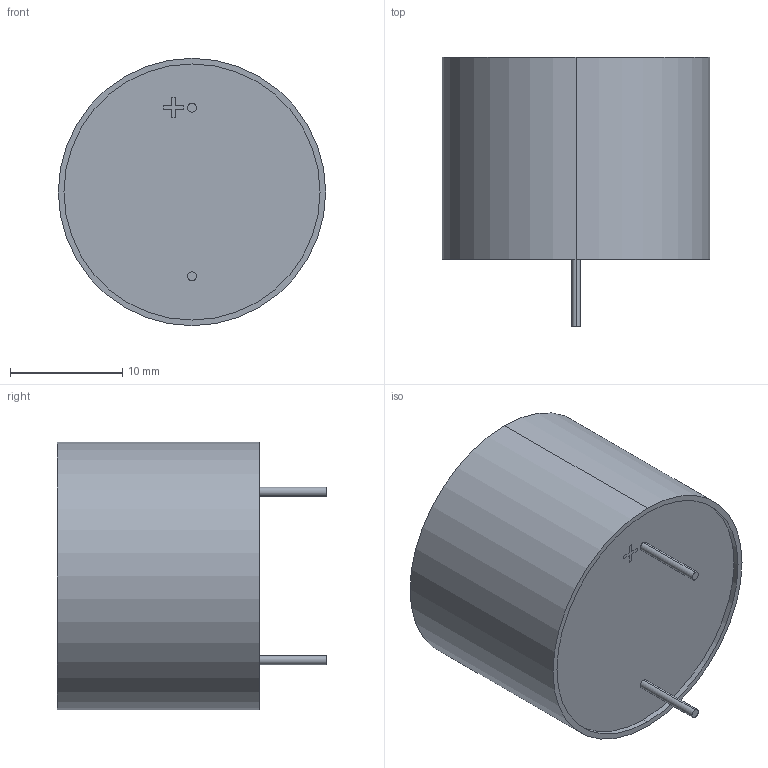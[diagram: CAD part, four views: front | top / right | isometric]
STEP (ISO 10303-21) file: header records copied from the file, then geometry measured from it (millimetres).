
FILE_DESCRIPTION (( 'STEP AP203' ), '1' );
FILE_NAME ('PB -2416-2.STEP', '2017-06-01T17:34:20', ( 'Gem' ), ( '' ), 'SwSTEP 2.0', 'SolidWorks 2013', '' );
FILE_SCHEMA (( 'CONFIG_CONTROL_DESIGN' ));
Length unit declared in the file: millimetre
Products named in the file (1): PB -2416-2
Bounding box: 23.8 x 24 x 23.8 mm (x, y, z)
Volume: 7701.3 mm3; surface area: 2435.4 mm2
Topology: 1 solids, 1 shells, 54 faces, 126 edges, 84 vertices
Faces by surface type: plane 36, cylinder 18
Entity records: 1625 total; most frequent: DIRECTION 272, CARTESIAN_POINT 265, ORIENTED_EDGE 252, EDGE_CURVE 126, AXIS2_PLACEMENT_3D 91, LINE 90, VECTOR 90, VERTEX_POINT 84
